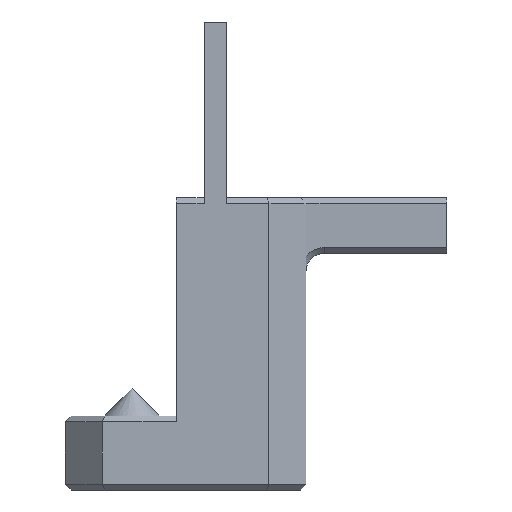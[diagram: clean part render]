
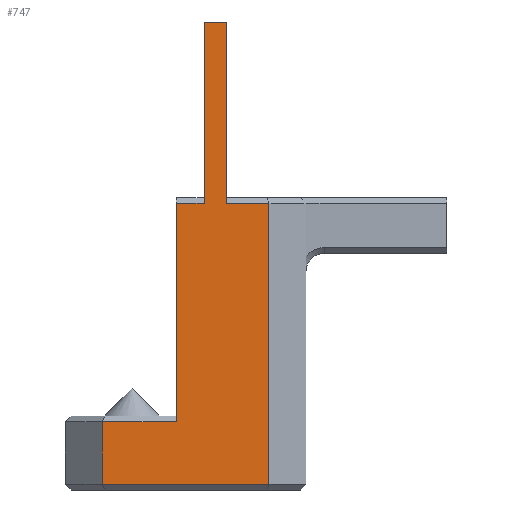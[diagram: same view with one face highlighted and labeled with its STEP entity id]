
A CAD part, front view. The second image highlights one B-rep face of the part: STEP entity #747.
In plain terms, the highlighted planar face has unit normal (0, -1, 0).
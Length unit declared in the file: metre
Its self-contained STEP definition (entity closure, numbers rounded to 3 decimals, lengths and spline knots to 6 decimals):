
#71=ORIENTED_EDGE('',*,*,#279,.T.);
#72=ORIENTED_EDGE('',*,*,#280,.T.);
#73=ORIENTED_EDGE('',*,*,#281,.F.);
#74=ORIENTED_EDGE('',*,*,#282,.T.);
#75=ORIENTED_EDGE('',*,*,#259,.T.);
#76=ORIENTED_EDGE('',*,*,#283,.T.);
#77=ORIENTED_EDGE('',*,*,#284,.T.);
#78=ORIENTED_EDGE('',*,*,#285,.T.);
#79=ORIENTED_EDGE('',*,*,#286,.F.);
#80=ORIENTED_EDGE('',*,*,#287,.T.);
#259=EDGE_CURVE('',#364,#363,#428,.T.);
#279=EDGE_CURVE('',#383,#384,#446,.T.);
#280=EDGE_CURVE('',#384,#385,#447,.T.);
#281=EDGE_CURVE('',#386,#385,#448,.T.);
#282=EDGE_CURVE('',#386,#364,#449,.T.);
#283=EDGE_CURVE('',#363,#387,#450,.T.);
#284=EDGE_CURVE('',#387,#388,#451,.T.);
#285=EDGE_CURVE('',#388,#389,#452,.T.);
#286=EDGE_CURVE('',#390,#389,#453,.T.);
#287=EDGE_CURVE('',#390,#383,#454,.T.);
#363=VERTEX_POINT('',#1089);
#364=VERTEX_POINT('',#1091);
#383=VERTEX_POINT('',#1137);
#384=VERTEX_POINT('',#1138);
#385=VERTEX_POINT('',#1140);
#386=VERTEX_POINT('',#1142);
#387=VERTEX_POINT('',#1145);
#388=VERTEX_POINT('',#1147);
#389=VERTEX_POINT('',#1149);
#390=VERTEX_POINT('',#1151);
#428=LINE('',#1090,#523);
#446=LINE('',#1136,#541);
#447=LINE('',#1139,#542);
#448=LINE('',#1141,#543);
#449=LINE('',#1143,#544);
#450=LINE('',#1144,#545);
#451=LINE('',#1146,#546);
#452=LINE('',#1148,#547);
#453=LINE('',#1150,#548);
#454=LINE('',#1152,#549);
#523=VECTOR('',#875,1.);
#541=VECTOR('',#903,1.);
#542=VECTOR('',#904,1.);
#543=VECTOR('',#905,1.);
#544=VECTOR('',#906,1.);
#545=VECTOR('',#907,1.);
#546=VECTOR('',#908,1.);
#547=VECTOR('',#909,1.);
#548=VECTOR('',#910,1.);
#549=VECTOR('',#911,1.);
#610=EDGE_LOOP('',(#71,#72,#73,#74,#75,#76,#77,#78,#79,#80));
#659=FACE_BOUND('',#610,.T.);
#708=PLANE('',#807);
#747=ADVANCED_FACE('',(#659),#708,.T.);
#807=AXIS2_PLACEMENT_3D('',#1135,#901,#902);
#875=DIRECTION('',(0.,0.,-1.));
#901=DIRECTION('',(0.,-1.,0.));
#902=DIRECTION('',(0.,0.,-1.));
#903=DIRECTION('',(0.,0.,-1.));
#904=DIRECTION('',(-1.,0.,0.));
#905=DIRECTION('',(0.,0.,1.));
#906=DIRECTION('',(-1.,0.,0.));
#907=DIRECTION('',(1.,0.,0.));
#908=DIRECTION('',(0.,0.,1.));
#909=DIRECTION('',(-1.,0.,0.));
#910=DIRECTION('',(0.,0.,-1.));
#911=DIRECTION('',(-1.,0.,0.));
#1089=CARTESIAN_POINT('',(-0.0061,-0.0178,0.0073));
#1090=CARTESIAN_POINT('',(-0.0061,-0.0178,0.022802));
#1091=CARTESIAN_POINT('',(-0.0061,-0.0178,0.0107));
#1135=CARTESIAN_POINT('',(-0.0016,-0.0178,0.022802));
#1136=CARTESIAN_POINT('',(-0.0006,-0.0178,0.0323));
#1137=CARTESIAN_POINT('',(-0.0006,-0.0178,0.0323));
#1138=CARTESIAN_POINT('',(-0.0006,-0.0178,0.0225));
#1139=CARTESIAN_POINT('',(-0.0016,-0.0178,0.0225));
#1140=CARTESIAN_POINT('',(-0.0021,-0.0178,0.0225));
#1141=CARTESIAN_POINT('',(-0.0021,-0.0178,-0.233018));
#1142=CARTESIAN_POINT('',(-0.0021,-0.0178,0.0107));
#1143=CARTESIAN_POINT('',(-0.0016,-0.0178,0.0107));
#1144=CARTESIAN_POINT('',(0.0029,-0.0178,0.0073));
#1145=CARTESIAN_POINT('',(0.0029,-0.0178,0.0073));
#1146=CARTESIAN_POINT('',(0.0029,-0.0178,0.022802));
#1147=CARTESIAN_POINT('',(0.0029,-0.0178,0.0225));
#1148=CARTESIAN_POINT('',(-0.0016,-0.0178,0.0225));
#1149=CARTESIAN_POINT('',(0.0006,-0.0178,0.0225));
#1150=CARTESIAN_POINT('',(0.0006,-0.0178,0.0323));
#1151=CARTESIAN_POINT('',(0.0006,-0.0178,0.0323));
#1152=CARTESIAN_POINT('',(-0.0016,-0.0178,0.0323));
